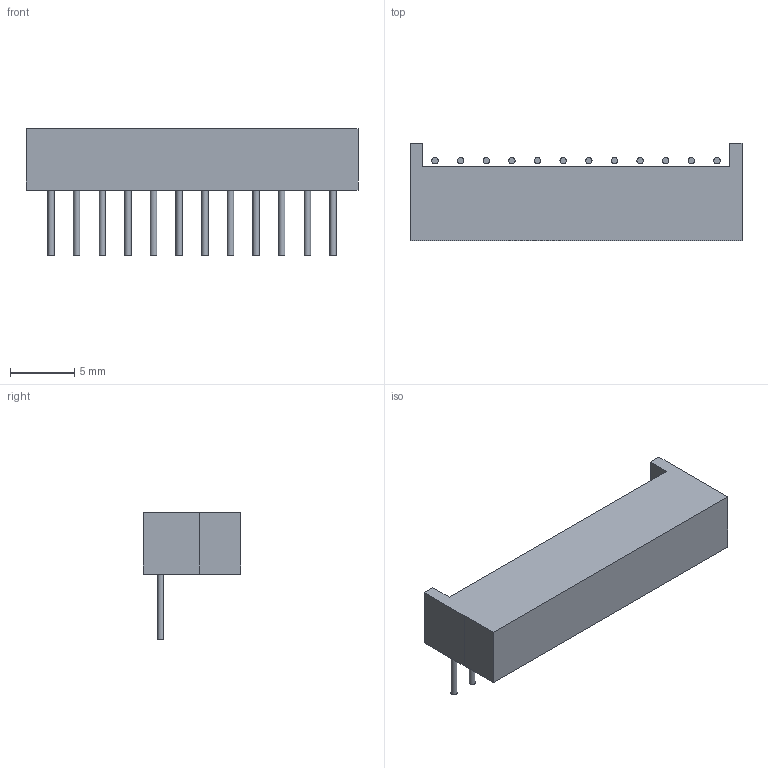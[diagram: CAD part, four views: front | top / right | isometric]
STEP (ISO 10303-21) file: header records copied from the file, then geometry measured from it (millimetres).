
FILE_DESCRIPTION(('FreeCAD Model'),'2;1');
FILE_NAME('1510124.2.2.stp','2025-06-06T00:00:05',( 'Author'),(''),'Open CASCADE STEP processor 6.9','FreeCAD','Unknown' );
FILE_SCHEMA(('AUTOMOTIVE_DESIGN { 1 0 10303 214 1 1 1 1 }'));
Length unit declared in the file: millimetre
Products named in the file (3): ASSEMBLY; Body; Leads
Assembly tree (2 placements, depth 2):
  ASSEMBLY
    Body
    Leads
Bounding box: 25.9 x 7.6 x 9.9 mm (x, y, z)
Volume: 749.5 mm3; surface area: 747 mm2
Topology: 13 solids, 13 shells, 47 faces, 63 edges, 42 vertices
Faces by surface type: plane 35, cylinder 12
Full cylindrical faces by diameter (mm): 0.5 x12
Entity records: 1943 total; most frequent: DIRECTION 313, CARTESIAN_POINT 281, LINE 141, VECTOR 141, ORIENTED_EDGE 126, PCURVE 126, DEFINITIONAL_REPRESENTATION 126, AXIS2_PLACEMENT_3D 74
